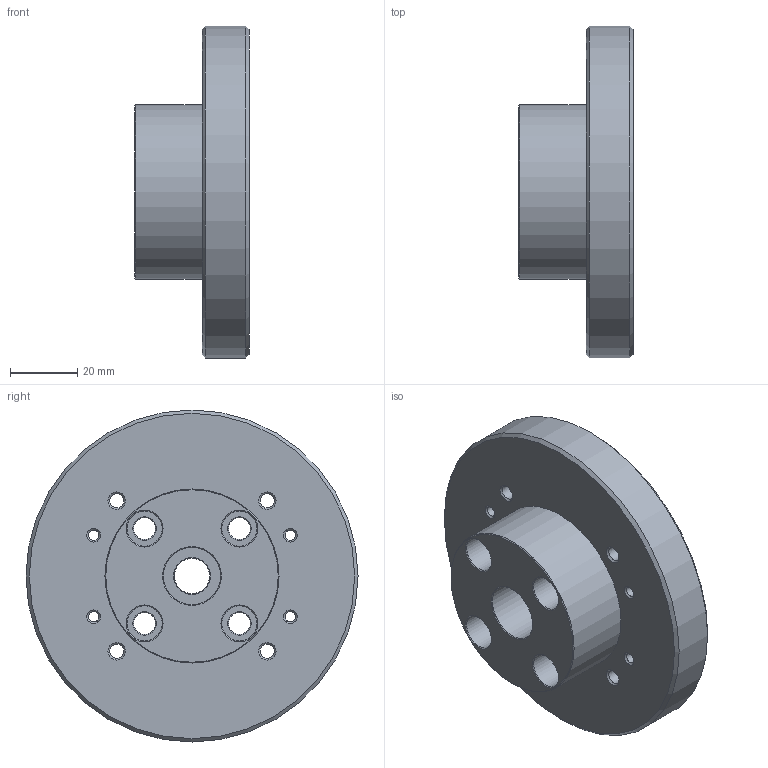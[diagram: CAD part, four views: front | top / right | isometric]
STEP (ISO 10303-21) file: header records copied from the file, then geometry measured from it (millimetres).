
FILE_DESCRIPTION(/* description */ ('PAF-H54 Self Centering Vice Adapter'),/* implementation_level */ '2;1');
FILE_NAME(/* name */ 'vise_adapter_ap203.stp',/* time_stamp */ '2023-11-27T16:04:16+09:00',/* author */ ('Paul Hartrick'),/* organization */ ('Siemens'),/* preprocessor_version */ 'ST-DEVELOPER v19.4',/* originating_system */ 'SIEMENS PLM Software NX2306.1700',/* authorisation */ '');
FILE_SCHEMA (('AP203_CONFIGURATION_CONTROLLED_3D_DESIGN_OF_MECHANICAL_PARTS_AND_ASSEMBLIES_MIM_LF { 1 0 10303 403 2 1 2}'));
Length unit declared in the file: millimetre
Products named in the file (1): vise_adapter_objects
Bounding box: 34 x 99 x 99 mm (x, y, z)
Volume: 119445.1 mm3; surface area: 29303.2 mm2
Topology: 1 solids, 1 shells, 103 faces, 222 edges, 136 vertices
Faces by surface type: cone 44, cylinder 30, plane 29
Full cylindrical faces by diameter (mm): 3.05 x4, 4.25 x4, 6.5 x4, 7.5 x4, 9 x4, 10.5 x5, 17 x1, 51.92 x1, 99 x1
Entity records: 2468 total; most frequent: DIRECTION 448, CARTESIAN_POINT 377, ORIENTED_EDGE 276, EDGE_LOOP 214, AXIS2_PLACEMENT_3D 209, FACE_BOUND 194, EDGE_CURVE 138, VERTEX_POINT 122
